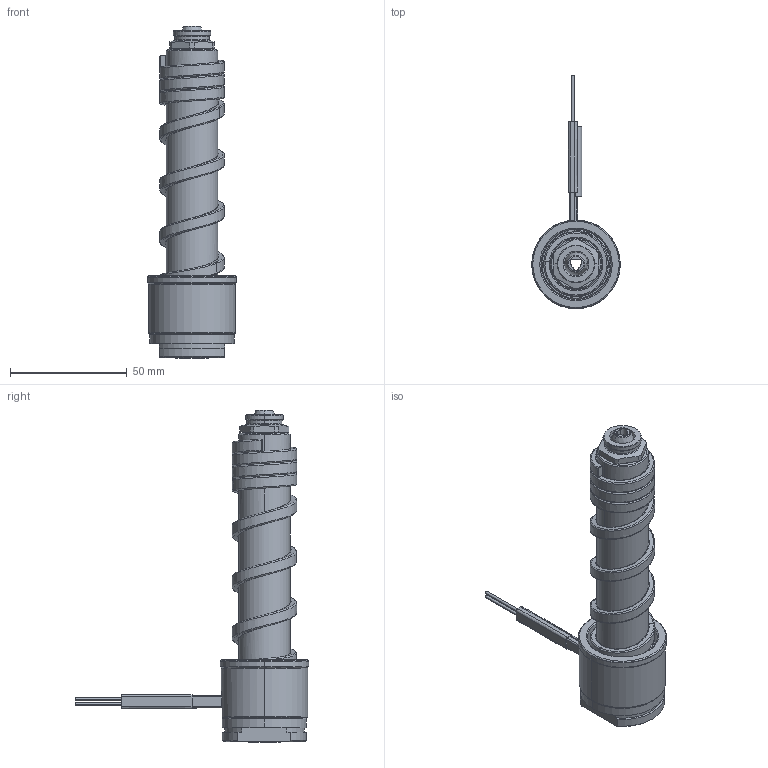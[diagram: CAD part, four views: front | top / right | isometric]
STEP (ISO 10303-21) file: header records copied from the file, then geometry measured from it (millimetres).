
FILE_DESCRIPTION((''),'2;1');
FILE_NAME('LS-146-CEG','2014-03-04T',('Íàòàëüÿ'),('IMID'),'PRO/ENGINEER BY PARAMETRIC TECHNOLOGY CORPORATION, 2010180','PRO/ENGINEER BY PARAMETRIC TECHNOLOGY CORPORATION, 2010180','');
FILE_SCHEMA(('CONFIG_CONTROL_DESIGN'));
Length unit declared in the file: millimetre
Products named in the file (1): LS-146-CEG
Bounding box: 38 x 100 x 142.2 mm (x, y, z)
Volume: 72921.2 mm3; surface area: 32326.4 mm2
Topology: 1 solids, 8 shells, 317 faces, 800 edges, 479 vertices
Faces by surface type: cylinder 108, bspline 56, cone 56, plane 51, torus 29, revolution 9, extrusion 8
Entity records: 18276 total; most frequent: CARTESIAN_POINT 11032, ORIENTED_EDGE 1560, DIRECTION 1398, EDGE_CURVE 792, AXIS2_PLACEMENT_3D 552, VERTEX_POINT 479, EDGE_LOOP 341, FACE_OUTER_BOUND 317
